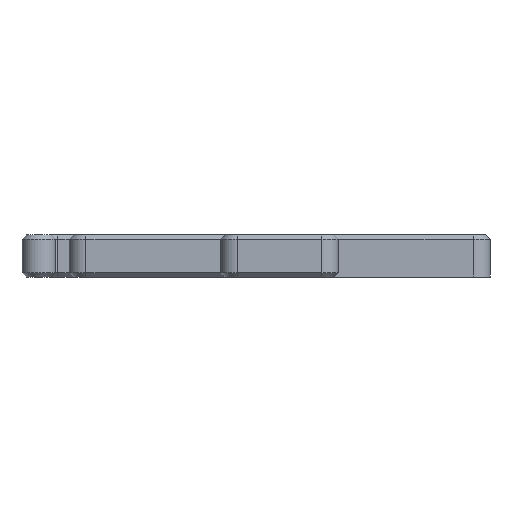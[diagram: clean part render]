
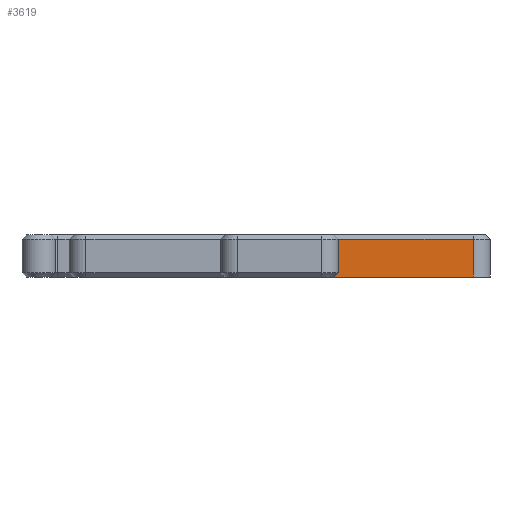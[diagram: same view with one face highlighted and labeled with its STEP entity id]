
A CAD part, front view. The second image highlights one B-rep face of the part: STEP entity #3619.
In plain terms, the highlighted planar face has unit normal (0, -1, 0).
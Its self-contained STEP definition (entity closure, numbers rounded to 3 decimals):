
#164=PLANE('',#3966);
#483=FACE_OUTER_BOUND('',#700,.T.);
#700=EDGE_LOOP('',(#3005,#3006,#3007,#3008,#3009));
#786=LINE('',#5179,#1140);
#995=LINE('',#5766,#1349);
#1031=LINE('',#5868,#1385);
#1040=LINE('',#5899,#1394);
#1062=LINE('',#5942,#1416);
#1140=VECTOR('',#4133,10.);
#1349=VECTOR('',#4654,10.);
#1385=VECTOR('',#4772,10.);
#1394=VECTOR('',#4809,10.);
#1416=VECTOR('',#4873,10.);
#1527=VERTEX_POINT('',#5176);
#1528=VERTEX_POINT('',#5178);
#1750=VERTEX_POINT('',#5765);
#1775=VERTEX_POINT('',#5867);
#1783=VERTEX_POINT('',#5895);
#1831=EDGE_CURVE('',#1528,#1527,#786,.T.);
#2127=EDGE_CURVE('',#1528,#1750,#995,.F.);
#2178=EDGE_CURVE('',#1775,#1750,#1031,.T.);
#2194=EDGE_CURVE('',#1775,#1783,#1040,.T.);
#2216=EDGE_CURVE('',#1527,#1783,#1062,.T.);
#3005=ORIENTED_EDGE('',*,*,#2194,.F.);
#3006=ORIENTED_EDGE('',*,*,#2178,.T.);
#3007=ORIENTED_EDGE('',*,*,#2127,.F.);
#3008=ORIENTED_EDGE('',*,*,#1831,.T.);
#3009=ORIENTED_EDGE('',*,*,#2216,.T.);
#3619=ADVANCED_FACE('',(#483),#164,.T.);
#3966=AXIS2_PLACEMENT_3D('',#5943,#4874,#4875);
#4133=DIRECTION('',(1.,0.,0.));
#4654=DIRECTION('',(-0.707,0.,-0.707));
#4772=DIRECTION('',(0.,0.,-1.));
#4809=DIRECTION('',(1.,0.,0.));
#4873=DIRECTION('',(0.,0.,1.));
#4874=DIRECTION('center_axis',(0.,-1.,0.));
#4875=DIRECTION('ref_axis',(1.,0.,0.));
#5176=CARTESIAN_POINT('',(23.,-25.,0.));
#5178=CARTESIAN_POINT('',(4.5,-25.,0.));
#5179=CARTESIAN_POINT('',(-23.,-25.,0.));
#5765=CARTESIAN_POINT('',(5.,-25.,0.5));
#5766=CARTESIAN_POINT('',(-2.25,-25.,-6.75));
#5867=CARTESIAN_POINT('',(5.,-25.,4.5));
#5868=CARTESIAN_POINT('',(5.,-25.,2.5));
#5895=CARTESIAN_POINT('',(23.,-25.,4.5));
#5899=CARTESIAN_POINT('',(-17.75,-25.,4.5));
#5942=CARTESIAN_POINT('',(23.,-25.,0.));
#5943=CARTESIAN_POINT('Origin',(-23.,-25.,0.));
